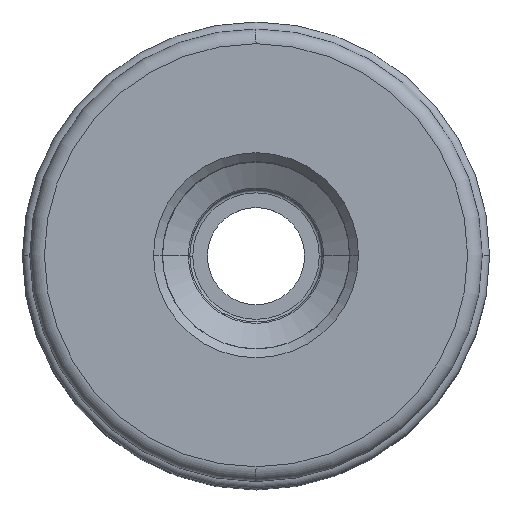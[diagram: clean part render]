
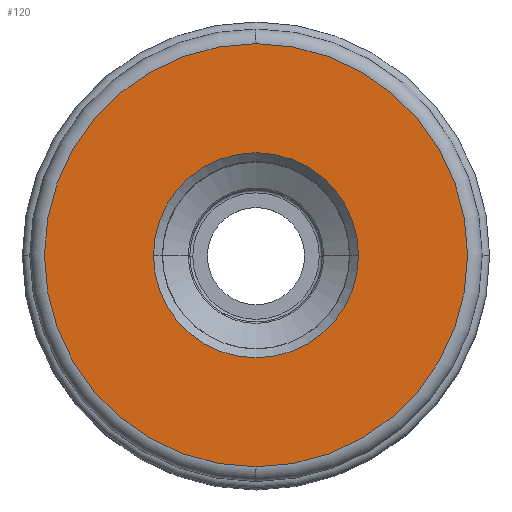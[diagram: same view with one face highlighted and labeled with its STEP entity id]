
A CAD part, top view. The second image highlights one B-rep face of the part: STEP entity #120.
In plain terms, the highlighted planar face has unit normal (0, 0, 1).
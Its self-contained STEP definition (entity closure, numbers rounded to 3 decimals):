
#84=PLANE('',#1305);
#94=FACE_BOUND('',#264,.T.);
#95=FACE_BOUND('',#265,.T.);
#120=ADVANCED_FACE('',(#94,#95),#84,.F.);
#264=EDGE_LOOP('',(#378,#379,#380,#381));
#265=EDGE_LOOP('',(#382,#383,#384,#385));
#378=ORIENTED_EDGE('',*,*,#790,.F.);
#379=ORIENTED_EDGE('',*,*,#791,.T.);
#380=ORIENTED_EDGE('',*,*,#792,.T.);
#381=ORIENTED_EDGE('',*,*,#793,.T.);
#382=ORIENTED_EDGE('',*,*,#794,.T.);
#383=ORIENTED_EDGE('',*,*,#795,.T.);
#384=ORIENTED_EDGE('',*,*,#796,.T.);
#385=ORIENTED_EDGE('',*,*,#797,.T.);
#670=VERTEX_POINT('',#1999);
#671=VERTEX_POINT('',#2000);
#672=VERTEX_POINT('',#2002);
#673=VERTEX_POINT('',#2004);
#674=VERTEX_POINT('',#2007);
#675=VERTEX_POINT('',#2008);
#676=VERTEX_POINT('',#2010);
#677=VERTEX_POINT('',#2012);
#790=EDGE_CURVE('',#670,#671,#953,.T.);
#791=EDGE_CURVE('',#670,#672,#954,.T.);
#792=EDGE_CURVE('',#672,#673,#955,.T.);
#793=EDGE_CURVE('',#673,#671,#956,.T.);
#794=EDGE_CURVE('',#674,#675,#957,.T.);
#795=EDGE_CURVE('',#675,#676,#958,.T.);
#796=EDGE_CURVE('',#676,#677,#959,.T.);
#797=EDGE_CURVE('',#677,#674,#960,.T.);
#953=CIRCLE('',#1297,28.75);
#954=CIRCLE('',#1298,28.75);
#955=CIRCLE('',#1299,28.75);
#956=CIRCLE('',#1300,28.75);
#957=CIRCLE('',#1301,13.935);
#958=CIRCLE('',#1302,13.935);
#959=CIRCLE('',#1303,13.935);
#960=CIRCLE('',#1304,13.935);
#1297=AXIS2_PLACEMENT_3D('',#1998,#1568,#1569);
#1298=AXIS2_PLACEMENT_3D('',#2001,#1570,#1571);
#1299=AXIS2_PLACEMENT_3D('',#2003,#1572,#1573);
#1300=AXIS2_PLACEMENT_3D('',#2005,#1574,#1575);
#1301=AXIS2_PLACEMENT_3D('',#2006,#1576,#1577);
#1302=AXIS2_PLACEMENT_3D('',#2009,#1578,#1579);
#1303=AXIS2_PLACEMENT_3D('',#2011,#1580,#1581);
#1304=AXIS2_PLACEMENT_3D('',#2013,#1582,#1583);
#1305=AXIS2_PLACEMENT_3D('',#2014,#1584,#1585);
#1568=DIRECTION('',(0.,0.,-1.));
#1569=DIRECTION('',(0.001,-1.,0.));
#1570=DIRECTION('',(0.,0.,1.));
#1571=DIRECTION('',(0.,1.,0.));
#1572=DIRECTION('',(0.,0.,1.));
#1573=DIRECTION('',(-0.001,1.,0.));
#1574=DIRECTION('',(0.,0.,1.));
#1575=DIRECTION('',(0.001,-1.,0.));
#1576=DIRECTION('',(0.,0.,-1.));
#1577=DIRECTION('',(0.,-1.,0.));
#1578=DIRECTION('',(0.,0.,-1.));
#1579=DIRECTION('',(-1.,0.,0.));
#1580=DIRECTION('',(0.,0.,-1.));
#1581=DIRECTION('',(0.,1.,0.));
#1582=DIRECTION('',(0.,0.,-1.));
#1583=DIRECTION('',(1.,0.,0.));
#1584=DIRECTION('',(0.,0.,-1.));
#1585=DIRECTION('',(0.,-1.,0.));
#1998=CARTESIAN_POINT('',(0.,0.,0.));
#1999=CARTESIAN_POINT('',(0.,28.75,0.));
#2000=CARTESIAN_POINT('',(0.015,-28.75,0.));
#2001=CARTESIAN_POINT('',(0.,0.,0.));
#2002=CARTESIAN_POINT('',(-0.015,28.75,0.));
#2003=CARTESIAN_POINT('',(0.,0.,0.));
#2004=CARTESIAN_POINT('',(0.,-28.75,0.));
#2005=CARTESIAN_POINT('',(0.,0.,0.));
#2006=CARTESIAN_POINT('',(0.,0.,0.));
#2007=CARTESIAN_POINT('',(0.,-13.935,0.));
#2008=CARTESIAN_POINT('',(-13.935,0.,0.));
#2009=CARTESIAN_POINT('',(0.,0.,0.));
#2010=CARTESIAN_POINT('',(0.,13.935,0.));
#2011=CARTESIAN_POINT('',(0.,0.,0.));
#2012=CARTESIAN_POINT('',(13.935,0.,0.));
#2013=CARTESIAN_POINT('',(0.,0.,0.));
#2014=CARTESIAN_POINT('',(0.,0.,0.));
